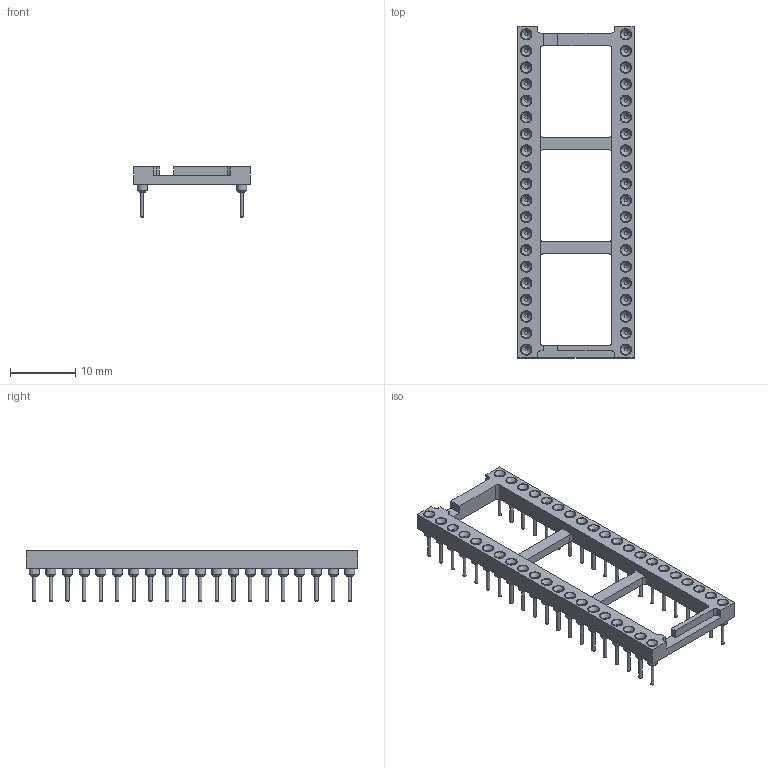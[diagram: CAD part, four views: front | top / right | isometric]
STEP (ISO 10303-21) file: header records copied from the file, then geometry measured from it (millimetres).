
FILE_DESCRIPTION(/* description */ ('model of DIP-40_W15.24mm_Socket'),/* implementation_level */ '2;1');
FILE_NAME(/* name */ 'DIP-40_W15.24mm_Socket.step',/* time_stamp */ '2017-11-03T14:44:45',/* author */ ('Terje Io','https://github.com/terjeio'),/* organization */ ('FreeCAD'),/* preprocessor_version */ 'OCC',/* originating_system */ 'kicad StepUp',/* authorisation */ '');
FILE_SCHEMA(('AUTOMOTIVE_DESIGN_CC2 { 1 2 10303 214 -1 1 5 4 }'));
Length unit declared in the file: millimetre
Products named in the file (1): DIP_40_W1524mm_Socket
Bounding box: 17.78 x 50.8 x 7.79 mm (x, y, z)
Volume: 1146.3 mm3; surface area: 2196.4 mm2
Topology: 1 solids, 1 shells, 527 faces, 902 edges, 574 vertices
Faces by surface type: plane 231, cylinder 176, cone 120
Full cylindrical faces by diameter (mm): 0.508 x80, 1.524 x40, 1.724 x40
Entity records: 9265 total; most frequent: ORIENTED_EDGE 1570, CARTESIAN_POINT 1304, AXIS2_PLACEMENT_3D 909, EDGE_CURVE 902, FACE_BOUND 730, EDGE_LOOP 730, VERTEX_POINT 574, ADVANCED_FACE 527
